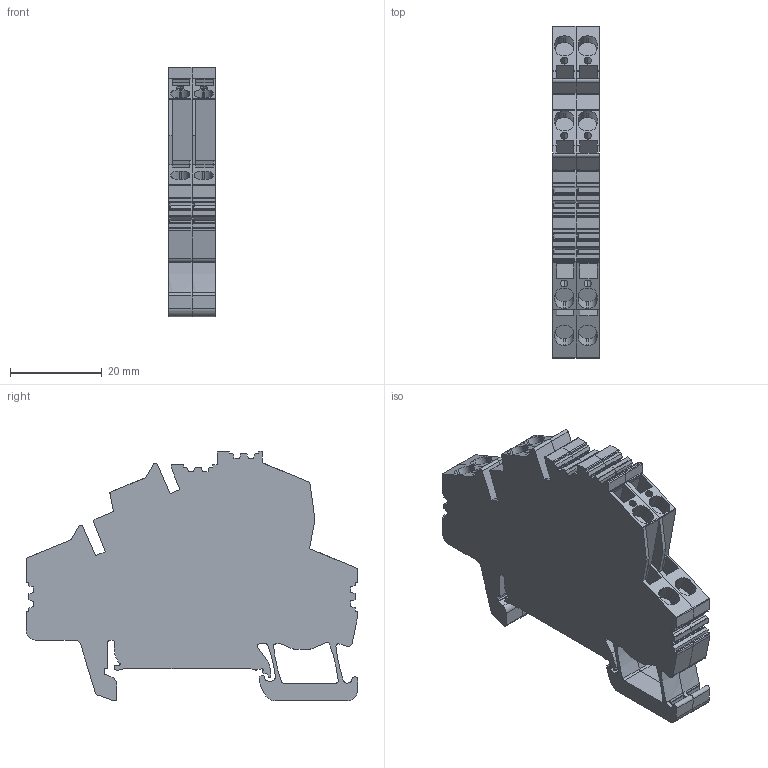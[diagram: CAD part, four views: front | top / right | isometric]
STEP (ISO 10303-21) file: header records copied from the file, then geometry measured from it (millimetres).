
FILE_DESCRIPTION(('CATIA V5 STEP Exchange','CAx-IF Rec.Pracs.--- Model Styling and Organization---1.4--- 2014-01-23'),'2;1');
FILE_NAME ('021778-3_0', '2021-04-23T08:20:07+00:00', ('none'), ('Weidmueller'), 'CATIA Version 5-6 Release 2016 SP3 HF44', 'CATIA V5 STEP AP214', 'none');
FILE_SCHEMA(('AUTOMOTIVE_DESIGN { 1 0 10303 214 1 1 1 1 }'));
Length unit declared in the file: millimetre
Products named in the file (1): 1791470000
Bounding box: 10.2 x 72.35 x 54.5 mm (x, y, z)
Volume: 23729.6 mm3; surface area: 16547.4 mm2
Topology: 2 solids, 2 shells, 764 faces, 2290 edges, 1552 vertices
Faces by surface type: plane 506, cylinder 258
Entity records: 24942 total; most frequent: ORIENTED_EDGE 4580, CARTESIAN_POINT 4560, DIRECTION 3640, EDGE_CURVE 2290, VECTOR 1754, LINE 1754, VERTEX_POINT 1552, AXIS2_PLACEMENT_3D 1206
